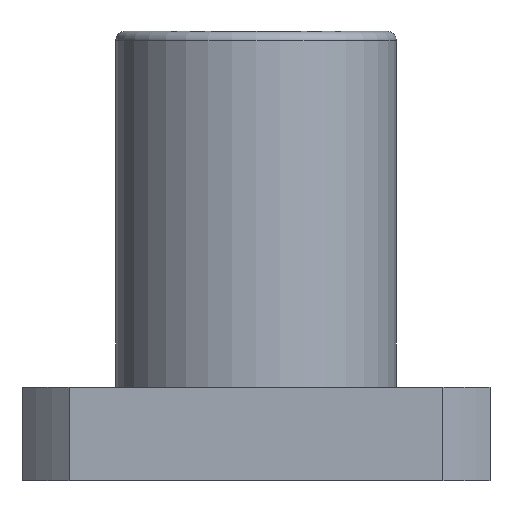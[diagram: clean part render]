
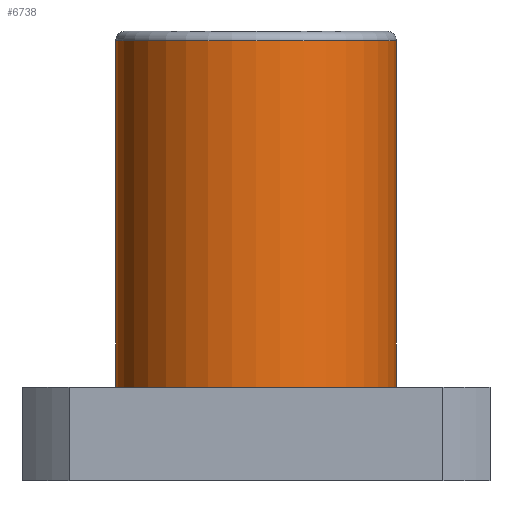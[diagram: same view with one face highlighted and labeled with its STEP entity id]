
A CAD part, front view. The second image highlights one B-rep face of the part: STEP entity #6738.
In plain terms, the highlighted cylindrical face has radius 7.5 mm (diameter 15 mm), a partial arc.
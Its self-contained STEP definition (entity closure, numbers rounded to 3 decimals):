
#215 = VERTEX_POINT ( 'NONE', #13863 ) ;
#576 = CYLINDRICAL_SURFACE ( 'NONE', #14318, 7.5 ) ;
#1132 = DIRECTION ( 'NONE',  ( 0., 0., 1. ) ) ;
#1654 = DIRECTION ( 'NONE',  ( -1., 0., 0. ) ) ;
#2656 = CIRCLE ( 'NONE', #15076, 7.5 ) ;
#3573 = EDGE_CURVE ( 'NONE', #215, #11171, #13886, .T. ) ;
#3671 = ORIENTED_EDGE ( 'NONE', *, *, #3573, .T. ) ;
#3908 = CARTESIAN_POINT ( 'NONE',  ( 0., 0., 19. ) ) ;
#4484 = ORIENTED_EDGE ( 'NONE', *, *, #7267, .T. ) ;
#5845 = DIRECTION ( 'NONE',  ( 1., 0., 0. ) ) ;
#6118 = DIRECTION ( 'NONE',  ( 0., 0., -1. ) ) ;
#6641 = DIRECTION ( 'NONE',  ( 0., 0., -1. ) ) ;
#6704 = VERTEX_POINT ( 'NONE', #12297 ) ;
#6738 = ADVANCED_FACE ( 'NONE', ( #9726 ), #576, .T. ) ;
#6947 = VECTOR ( 'NONE', #6118, 1000. ) ;
#7103 = CARTESIAN_POINT ( 'NONE',  ( 0., 0., 0. ) ) ;
#7178 = AXIS2_PLACEMENT_3D ( 'NONE', #8171, #8323, #5845 ) ;
#7267 = EDGE_CURVE ( 'NONE', #9387, #6704, #2656, .T. ) ;
#7809 = CARTESIAN_POINT ( 'NONE',  ( -7.5, 0., 19. ) ) ;
#7864 = VECTOR ( 'NONE', #6641, 1000. ) ;
#8171 = CARTESIAN_POINT ( 'NONE',  ( 0., 0., 18.5 ) ) ;
#8323 = DIRECTION ( 'NONE',  ( 0., 0., -1. ) ) ;
#8369 = LINE ( 'NONE', #14267, #6947 ) ;
#9387 = VERTEX_POINT ( 'NONE', #10036 ) ;
#9726 = FACE_OUTER_BOUND ( 'NONE', #12818, .T. ) ;
#9767 = ORIENTED_EDGE ( 'NONE', *, *, #12397, .F. ) ;
#10036 = CARTESIAN_POINT ( 'NONE',  ( -7.5, 0., 0. ) ) ;
#10924 = CARTESIAN_POINT ( 'NONE',  ( -7.5, 0., 18.5 ) ) ;
#11171 = VERTEX_POINT ( 'NONE', #10924 ) ;
#12297 = CARTESIAN_POINT ( 'NONE',  ( 7.5, 0., 0. ) ) ;
#12397 = EDGE_CURVE ( 'NONE', #215, #6704, #8369, .T. ) ;
#12818 = EDGE_LOOP ( 'NONE', ( #9767, #3671, #12903, #4484 ) ) ;
#12903 = ORIENTED_EDGE ( 'NONE', *, *, #14578, .T. ) ;
#13387 = DIRECTION ( 'NONE',  ( 0., 0., -1. ) ) ;
#13721 = LINE ( 'NONE', #7809, #7864 ) ;
#13863 = CARTESIAN_POINT ( 'NONE',  ( 7.5, 0., 18.5 ) ) ;
#13886 = CIRCLE ( 'NONE', #7178, 7.5 ) ;
#14267 = CARTESIAN_POINT ( 'NONE',  ( 7.5, 0., 19. ) ) ;
#14318 = AXIS2_PLACEMENT_3D ( 'NONE', #3908, #13387, #1654 ) ;
#14578 = EDGE_CURVE ( 'NONE', #11171, #9387, #13721, .T. ) ;
#15076 = AXIS2_PLACEMENT_3D ( 'NONE', #7103, #1132, #15280 ) ;
#15280 = DIRECTION ( 'NONE',  ( 1., 0., 0. ) ) ;
